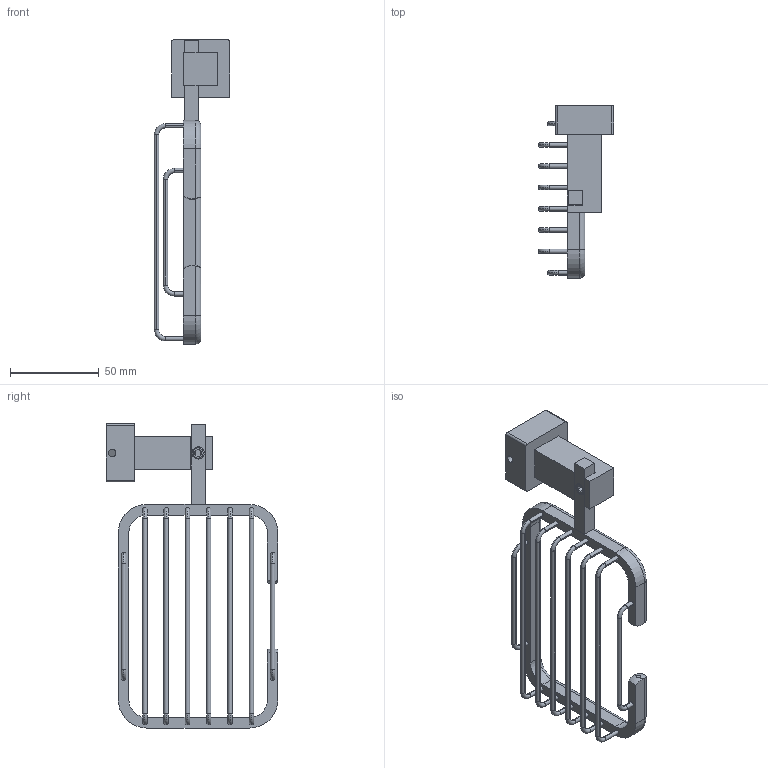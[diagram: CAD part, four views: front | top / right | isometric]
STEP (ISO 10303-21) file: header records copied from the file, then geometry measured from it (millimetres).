
FILE_DESCRIPTION (( 'STEP AP203' ), '1' );
FILE_NAME ('1511婂厙.STEP', '2016-07-20T00:48:32', ( '迾輿躂瑞' ), ( 'WwW.YlmF.CoM' ), 'SwSTEP 2.0', 'SolidWorks 2012', '' );
FILE_SCHEMA (( 'CONFIG_CONTROL_DESIGN' ));
Length unit declared in the file: millimetre
Products named in the file (11): 15戚殤諉裝; 13婂厙; 13婂厙傻厙佪; 13婂厙酗厙佪; 13厙遺; 15畟像芛; 囀鞠褒蹟佪M4X8; 15釱; 15假蚾え; 1511婂厙; 15婂厙
Assembly tree (16 placements, depth 4):
  1511婂厙
    15假蚾え
    15釱
    囀鞠褒蹟佪M4X8
    15畟像芛
    15婂厙
      13婂厙
        13厙遺
        13婂厙酗厙佪  x6
        13婂厙傻厙佪  x2
      15戚殤諉裝
Bounding box: 42.4 x 96.9 x 171.35 mm (x, y, z)
Volume: 45306.3 mm3; surface area: 35838.4 mm2
Topology: 14 solids, 14 shells, 333 faces, 806 edges, 518 vertices
Faces by surface type: cylinder 166, plane 113, torus 44, cone 8, bspline 2
Entity records: 10015 total; most frequent: CARTESIAN_POINT 2398, DIRECTION 1396, ORIENTED_EDGE 1272, EDGE_CURVE 636, AXIS2_PLACEMENT_3D 543, VERTEX_POINT 410, LINE 310, VECTOR 310
